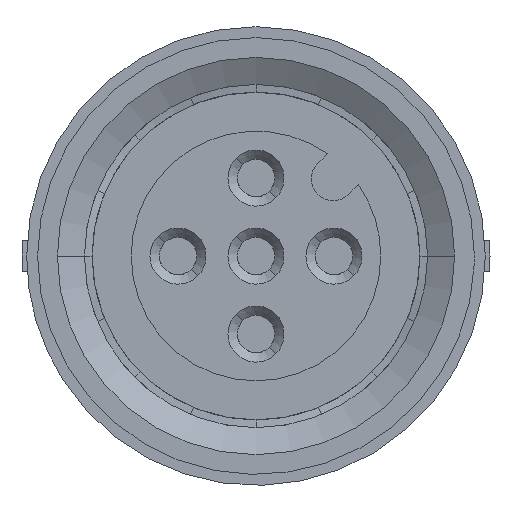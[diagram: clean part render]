
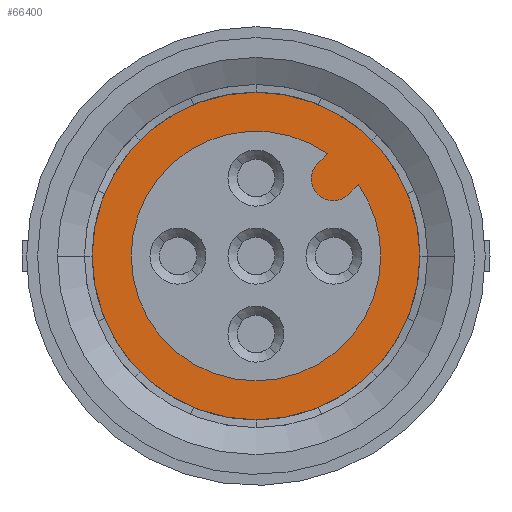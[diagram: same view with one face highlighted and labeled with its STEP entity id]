
A CAD part, left-side view. The second image highlights one B-rep face of the part: STEP entity #66400.
In plain terms, the highlighted face is planar.
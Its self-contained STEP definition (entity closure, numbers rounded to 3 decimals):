
#65560=CARTESIAN_POINT('',(17.141,36.951,
-1.));
#65570=VERTEX_POINT('',#65560);
#65600=CARTESIAN_POINT('',(20.854,33.239,
-1.));
#65610=DIRECTION('',(0.,0.,-1.));
#65620=DIRECTION('',(-0.707,0.707,
0.));
#65630=AXIS2_PLACEMENT_3D('',#65600,#65610,#65620);
#65640=CIRCLE('',#65630,5.25);
#65650=CARTESIAN_POINT('',(24.566,29.527,
-1.));
#65660=VERTEX_POINT('',#65650);
#65670=EDGE_CURVE('',#65570,#65660,#65640,.T.);
#65820=CARTESIAN_POINT('',(18.67,33.161,
-1.));
#65830=DIRECTION('',(0.,0.,-1.));
#65840=DIRECTION('',(-0.707,-0.707,
0.));
#65850=AXIS2_PLACEMENT_3D('',#65820,#65830,#65840);
#65860=PLANE('',#65850);
#65870=CARTESIAN_POINT('',(20.854,36.739,
-1.));
#65880=DIRECTION('',(0.,0.,-1.));
#65890=DIRECTION('',(0.,1.,
0.));
#65900=AXIS2_PLACEMENT_3D('',#65870,#65880,#65890);
#65910=CIRCLE('',#65900,0.7);
#65920=CARTESIAN_POINT('',(21.554,36.739,
-1.));
#65930=VERTEX_POINT('',#65920);
#65940=CARTESIAN_POINT('',(20.854,36.039,
-1.));
#65950=VERTEX_POINT('',#65940);
#65960=EDGE_CURVE('',#65930,#65950,#65910,.T.);
#65970=ORIENTED_EDGE('',*,*,#65960,.T.);
#65980=CARTESIAN_POINT('',(21.554,27.881,
-1.));
#65990=DIRECTION('',(0.,-1.,
0.));
#66000=VECTOR('',#65990,1.);
#66010=LINE('',#65980,#66000);
#66020=CARTESIAN_POINT('',(21.554,37.177,
-1.));
#66030=VERTEX_POINT('',#66020);
#66040=EDGE_CURVE('',#66030,#65930,#66010,.T.);
#66050=ORIENTED_EDGE('',*,*,#66040,.T.);
#66060=CARTESIAN_POINT('',(20.854,33.239,
-1.));
#66070=DIRECTION('',(0.,0.,1.));
#66080=DIRECTION('',(0.707,-0.707,
0.));
#66090=AXIS2_PLACEMENT_3D('',#66060,#66070,#66080);
#66100=CIRCLE('',#66090,4.);
#66110=CARTESIAN_POINT('',(23.682,30.411,
-1.));
#66120=VERTEX_POINT('',#66110);
#66130=EDGE_CURVE('',#66120,#66030,#66100,.T.);
#66140=ORIENTED_EDGE('',*,*,#66130,.T.);
#66150=CARTESIAN_POINT('',(18.025,36.068,
-1.));
#66160=VERTEX_POINT('',#66150);
#66170=EDGE_CURVE('',#66160,#66120,#66100,.T.);
#66180=ORIENTED_EDGE('',*,*,#66170,.T.);
#66190=CARTESIAN_POINT('',(20.154,37.177,
-1.));
#66200=VERTEX_POINT('',#66190);
#66210=EDGE_CURVE('',#66200,#66160,#66100,.T.);
#66220=ORIENTED_EDGE('',*,*,#66210,.T.);
#66230=CARTESIAN_POINT('',(20.154,29.281,
-1.));
#66240=DIRECTION('',(0.,1.,
0.));
#66250=VECTOR('',#66240,1.);
#66260=LINE('',#66230,#66250);
#66270=CARTESIAN_POINT('',(20.154,36.739,
-1.));
#66280=VERTEX_POINT('',#66270);
#66290=EDGE_CURVE('',#66280,#66200,#66260,.T.);
#66300=ORIENTED_EDGE('',*,*,#66290,.T.);
#66310=EDGE_CURVE('',#65950,#66280,#65910,.T.);
#66320=ORIENTED_EDGE('',*,*,#66310,.T.);
#66330=EDGE_LOOP('',(#66320,#66300,#66220,#66180,#66140,#66050,#65970));
#66340=FACE_BOUND('',#66330,.T.);
#66350=EDGE_CURVE('',#65660,#65570,#65640,.T.);
#66360=ORIENTED_EDGE('',*,*,#66350,.T.);
#66370=ORIENTED_EDGE('',*,*,#65670,.T.);
#66380=EDGE_LOOP('',(#66370,#66360));
#66390=FACE_OUTER_BOUND('',#66380,.T.);
#66400=ADVANCED_FACE('',(#66340,#66390),#65860,.T.);
